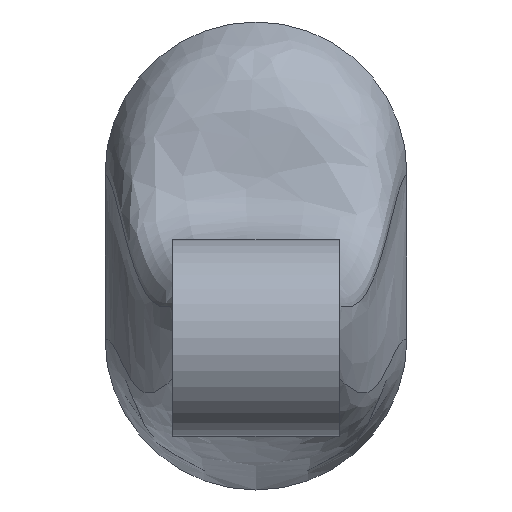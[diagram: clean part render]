
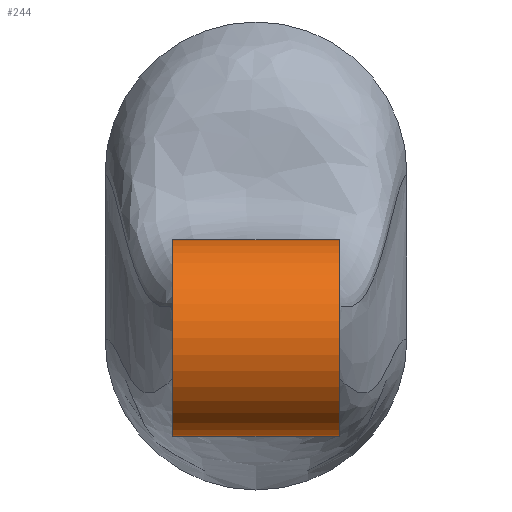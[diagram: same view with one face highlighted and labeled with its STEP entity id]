
A CAD part, top view. The second image highlights one B-rep face of the part: STEP entity #244.
In plain terms, the highlighted cylindrical face has radius 32.5 mm (diameter 65 mm), a partial arc.
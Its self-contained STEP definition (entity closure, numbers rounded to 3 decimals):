
#15=CYLINDRICAL_SURFACE('',#281,32.5);
#39=FACE_OUTER_BOUND('',#53,.T.);
#53=EDGE_LOOP('',(#215,#216,#217,#218));
#71=LINE('',#1680,#89);
#72=LINE('',#1684,#90);
#89=VECTOR('',#330,10.);
#90=VECTOR('',#335,10.);
#102=CIRCLE('',#279,32.5);
#103=CIRCLE('',#282,32.5);
#122=VERTEX_POINT('',#1672);
#123=VERTEX_POINT('',#1674);
#124=VERTEX_POINT('',#1678);
#125=VERTEX_POINT('',#1682);
#153=EDGE_CURVE('',#122,#123,#102,.T.);
#156=EDGE_CURVE('',#122,#124,#71,.T.);
#157=EDGE_CURVE('',#125,#124,#103,.T.);
#158=EDGE_CURVE('',#123,#125,#72,.T.);
#215=ORIENTED_EDGE('',*,*,#156,.T.);
#216=ORIENTED_EDGE('',*,*,#157,.F.);
#217=ORIENTED_EDGE('',*,*,#158,.F.);
#218=ORIENTED_EDGE('',*,*,#153,.F.);
#244=ADVANCED_FACE('',(#39),#15,.T.);
#279=AXIS2_PLACEMENT_3D('',#1675,#324,#325);
#281=AXIS2_PLACEMENT_3D('',#1681,#331,#332);
#282=AXIS2_PLACEMENT_3D('',#1683,#333,#334);
#324=DIRECTION('center_axis',(-1.,0.,0.));
#325=DIRECTION('ref_axis',(0.,1.,0.));
#330=DIRECTION('',(1.,0.,0.));
#331=DIRECTION('center_axis',(1.,0.,0.));
#332=DIRECTION('ref_axis',(0.,1.,0.));
#333=DIRECTION('center_axis',(1.,0.,0.));
#334=DIRECTION('ref_axis',(0.,1.,0.));
#335=DIRECTION('',(1.,0.,0.));
#1672=CARTESIAN_POINT('',(-27.5,-32.5,0.));
#1674=CARTESIAN_POINT('',(-27.5,32.5,0.));
#1675=CARTESIAN_POINT('Origin',(-27.5,0.,0.));
#1678=CARTESIAN_POINT('',(27.5,-32.5,0.));
#1680=CARTESIAN_POINT('',(0.,-32.5,0.));
#1681=CARTESIAN_POINT('Origin',(0.,0.,0.));
#1682=CARTESIAN_POINT('',(27.5,32.5,0.));
#1683=CARTESIAN_POINT('Origin',(27.5,0.,0.));
#1684=CARTESIAN_POINT('',(0.,32.5,0.));
